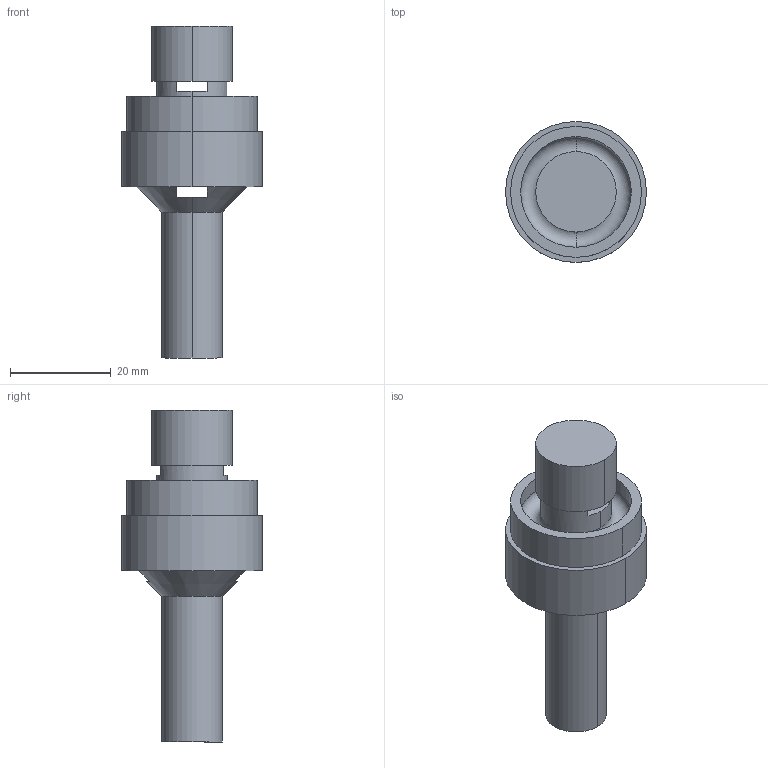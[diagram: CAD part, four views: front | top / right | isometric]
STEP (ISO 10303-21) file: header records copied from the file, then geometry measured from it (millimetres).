
FILE_DESCRIPTION(('STEP AP214'),'1');
FILE_NAME('valve-corrected.stp','2024-02-12T08:56:05',(' '),(' '),'Spatial InterOp 3D',' ',' ');
FILE_SCHEMA(('AUTOMOTIVE_DESIGN { 1 0 10303 214 1 1 1 1 }'));
Length unit declared in the file: metre
Products named in the file (1): valve
Bounding box: 28 x 28 x 66 mm (x, y, z)
Volume: 13882.9 mm3; surface area: 7214.8 mm2
Topology: 1 solids, 1 shells, 59 faces, 142 edges, 94 vertices
Faces by surface type: cylinder 32, plane 23, torus 2, cone 2
Entity records: 1802 total; most frequent: DIRECTION 338, CARTESIAN_POINT 308, ORIENTED_EDGE 284, EDGE_CURVE 142, AXIS2_PLACEMENT_3D 140, VERTEX_POINT 94, CIRCLE 80, EDGE_LOOP 74
